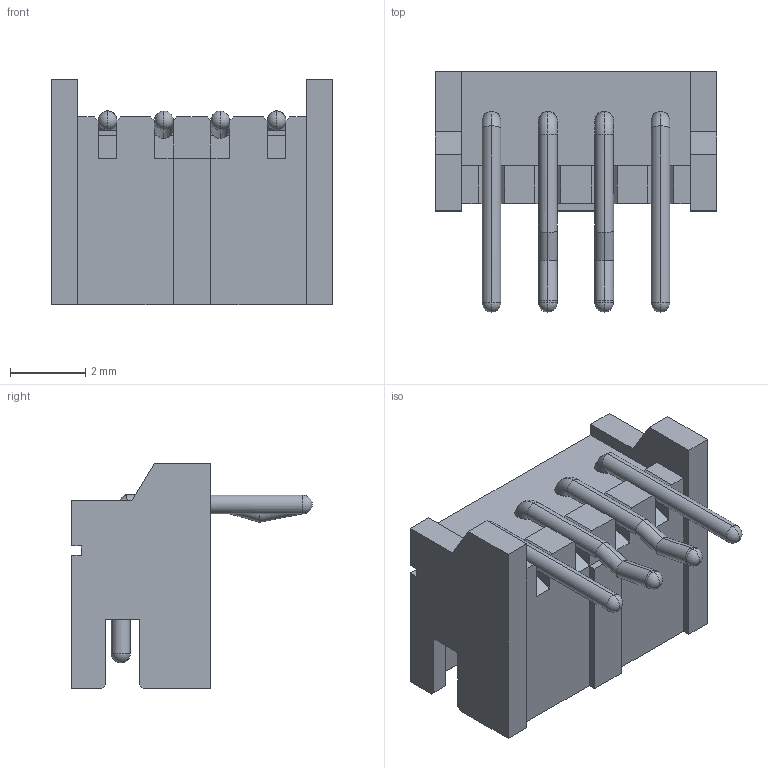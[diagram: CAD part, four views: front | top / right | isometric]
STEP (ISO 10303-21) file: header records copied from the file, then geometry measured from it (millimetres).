
FILE_DESCRIPTION((''),'2;1');
FILE_NAME('JS-1174R-04','2018-03-30T',('user'),(''),'CREO PARAMETRIC BY PTC INC, 2014350','CREO PARAMETRIC BY PTC INC, 2014350','');
FILE_SCHEMA(('CONFIG_CONTROL_DESIGN'));
Length unit declared in the file: millimetre
Products named in the file (1): JS-1174R-04
Bounding box: 7.5 x 6.4 x 6 mm (x, y, z)
Volume: 68.7 mm3; surface area: 304.5 mm2
Topology: 1 solids, 1 shells, 156 faces, 448 edges, 280 vertices
Faces by surface type: plane 100, cylinder 32, sphere 16, torus 8
Entity records: 5230 total; most frequent: CARTESIAN_POINT 1230, ORIENTED_EDGE 864, DIRECTION 762, EDGE_CURVE 432, VECTOR 318, LINE 318, VERTEX_POINT 280, AXIS2_PLACEMENT_3D 222
